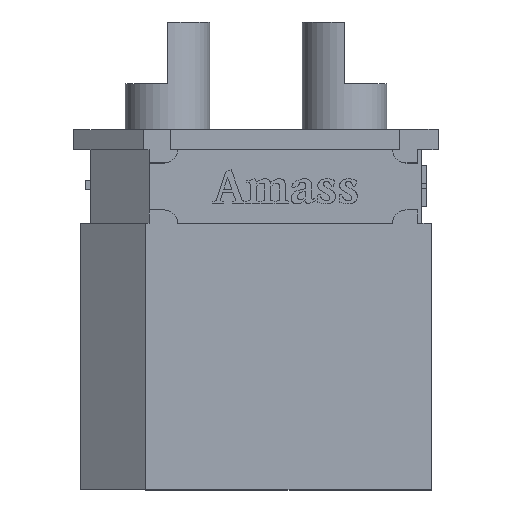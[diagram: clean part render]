
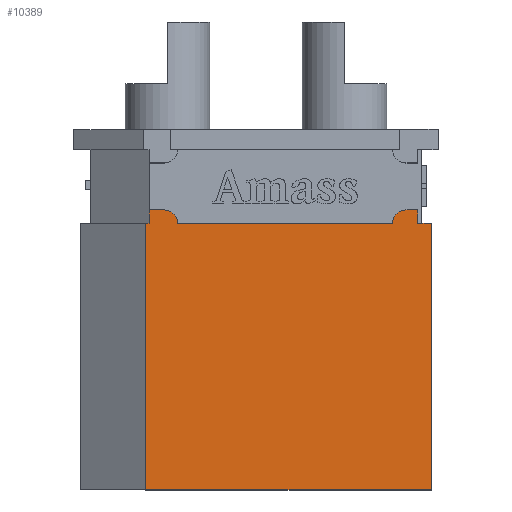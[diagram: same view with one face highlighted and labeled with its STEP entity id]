
A CAD part, top view. The second image highlights one B-rep face of the part: STEP entity #10389.
In plain terms, the highlighted planar face has unit normal (0, 0, 1).
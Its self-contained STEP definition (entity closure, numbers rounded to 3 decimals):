
#1131=PLANE('',#10733);
#1661=FACE_OUTER_BOUND('',#2227,.T.);
#2227=EDGE_LOOP('',(#9698,#9699,#9700,#9701,#9702,#9703,#9704,#9705,#9706,
#9707,#9708,#9709));
#2638=LINE('',#14462,#3549);
#2673=LINE('',#14535,#3584);
#3108=LINE('',#20139,#4019);
#3114=LINE('',#20154,#4025);
#3118=LINE('',#20163,#4029);
#3120=LINE('',#20167,#4031);
#3122=LINE('',#20171,#4033);
#3125=LINE('',#20178,#4036);
#3126=LINE('',#20180,#4037);
#3127=LINE('',#20182,#4038);
#3549=VECTOR('',#11489,10.);
#3584=VECTOR('',#11540,10.);
#4019=VECTOR('',#12167,10.);
#4025=VECTOR('',#12187,10.);
#4029=VECTOR('',#12193,10.);
#4031=VECTOR('',#12197,10.);
#4033=VECTOR('',#12201,10.);
#4036=VECTOR('',#12210,10.);
#4037=VECTOR('',#12213,10.);
#4038=VECTOR('',#12216,10.);
#4145=CIRCLE('',#10724,0.4);
#4146=CIRCLE('',#10730,0.4);
#4521=VERTEX_POINT('',#14459);
#4522=VERTEX_POINT('',#14461);
#4551=VERTEX_POINT('',#14532);
#4552=VERTEX_POINT('',#14534);
#5147=VERTEX_POINT('',#20137);
#5148=VERTEX_POINT('',#20148);
#5149=VERTEX_POINT('',#20150);
#5152=VERTEX_POINT('',#20160);
#5153=VERTEX_POINT('',#20162);
#5154=VERTEX_POINT('',#20166);
#5155=VERTEX_POINT('',#20170);
#5156=VERTEX_POINT('',#20174);
#5730=EDGE_CURVE('',#4522,#4521,#2638,.F.);
#5766=EDGE_CURVE('',#4551,#4552,#2673,.T.);
#6664=EDGE_CURVE('',#4521,#5147,#3108,.F.);
#6669=EDGE_CURVE('',#5149,#5148,#4145,.T.);
#6671=EDGE_CURVE('',#5147,#5149,#3114,.T.);
#6675=EDGE_CURVE('',#5153,#5152,#3118,.F.);
#6677=EDGE_CURVE('',#5154,#5153,#3120,.T.);
#6679=EDGE_CURVE('',#5155,#5154,#3122,.T.);
#6681=EDGE_CURVE('',#5156,#5155,#4146,.T.);
#6683=EDGE_CURVE('',#5148,#5156,#3125,.F.);
#6684=EDGE_CURVE('',#4522,#4551,#3126,.T.);
#6685=EDGE_CURVE('',#5152,#4552,#3127,.T.);
#9698=ORIENTED_EDGE('',*,*,#6664,.T.);
#9699=ORIENTED_EDGE('',*,*,#6671,.T.);
#9700=ORIENTED_EDGE('',*,*,#6669,.T.);
#9701=ORIENTED_EDGE('',*,*,#6683,.T.);
#9702=ORIENTED_EDGE('',*,*,#6681,.T.);
#9703=ORIENTED_EDGE('',*,*,#6679,.T.);
#9704=ORIENTED_EDGE('',*,*,#6677,.T.);
#9705=ORIENTED_EDGE('',*,*,#6675,.T.);
#9706=ORIENTED_EDGE('',*,*,#6685,.T.);
#9707=ORIENTED_EDGE('',*,*,#5766,.F.);
#9708=ORIENTED_EDGE('',*,*,#6684,.F.);
#9709=ORIENTED_EDGE('',*,*,#5730,.T.);
#10389=ADVANCED_FACE('',(#1661),#1131,.T.);
#10724=AXIS2_PLACEMENT_3D('',#20151,#12182,#12183);
#10730=AXIS2_PLACEMENT_3D('',#20175,#12205,#12206);
#10733=AXIS2_PLACEMENT_3D('',#20181,#12214,#12215);
#11489=DIRECTION('',(1.,0.,0.));
#11540=DIRECTION('',(-1.,0.,0.));
#12167=DIRECTION('',(0.,-1.,0.));
#12182=DIRECTION('center_axis',(0.,0.,
1.));
#12183=DIRECTION('ref_axis',(0.,1.,0.));
#12187=DIRECTION('',(-1.,0.,0.));
#12193=DIRECTION('',(1.,0.,0.));
#12197=DIRECTION('',(0.,-1.,0.));
#12201=DIRECTION('',(-1.,0.,0.));
#12205=DIRECTION('center_axis',(0.,0.,
1.));
#12206=DIRECTION('ref_axis',(1.,0.,0.));
#12210=DIRECTION('',(1.,0.,0.));
#12213=DIRECTION('',(0.,-1.,0.));
#12214=DIRECTION('center_axis',(0.,0.,
1.));
#12215=DIRECTION('ref_axis',(-1.,0.,0.));
#12216=DIRECTION('',(0.,-1.,0.));
#14459=CARTESIAN_POINT('',(-0.585,33.932,-1.5));
#14461=CARTESIAN_POINT('',(-0.175,33.932,-1.5));
#14462=CARTESIAN_POINT('',(-5.41,33.932,-1.5));
#14532=CARTESIAN_POINT('',(-0.175,25.982,-1.5));
#14534=CARTESIAN_POINT('',(-8.705,25.982,-1.5));
#14535=CARTESIAN_POINT('',(-7.058,25.982,-1.5));
#20137=CARTESIAN_POINT('',(-0.585,34.332,-1.5));
#20139=CARTESIAN_POINT('',(-0.585,36.322,-1.5));
#20148=CARTESIAN_POINT('',(-1.335,33.932,-1.5));
#20150=CARTESIAN_POINT('',(-0.935,34.332,-1.5));
#20151=CARTESIAN_POINT('Origin',(-0.935,33.932,-1.5));
#20154=CARTESIAN_POINT('',(-0.285,34.332,-1.5));
#20160=CARTESIAN_POINT('',(-8.705,33.932,-1.5));
#20162=CARTESIAN_POINT('',(-8.602,33.932,-1.5));
#20163=CARTESIAN_POINT('',(-5.41,33.932,-1.5));
#20166=CARTESIAN_POINT('',(-8.602,34.332,-1.5));
#20167=CARTESIAN_POINT('',(-8.602,36.422,-1.5));
#20170=CARTESIAN_POINT('',(-8.152,34.332,-1.5));
#20171=CARTESIAN_POINT('',(-4.119,34.332,-1.5));
#20174=CARTESIAN_POINT('',(-7.752,33.932,-1.5));
#20175=CARTESIAN_POINT('Origin',(-8.152,33.932,-1.5));
#20178=CARTESIAN_POINT('',(-5.41,33.932,-1.5));
#20180=CARTESIAN_POINT('',(-0.175,38.512,-1.5));
#20181=CARTESIAN_POINT('Origin',(-0.085,38.512,-1.5));
#20182=CARTESIAN_POINT('',(-8.705,38.512,-1.5));
